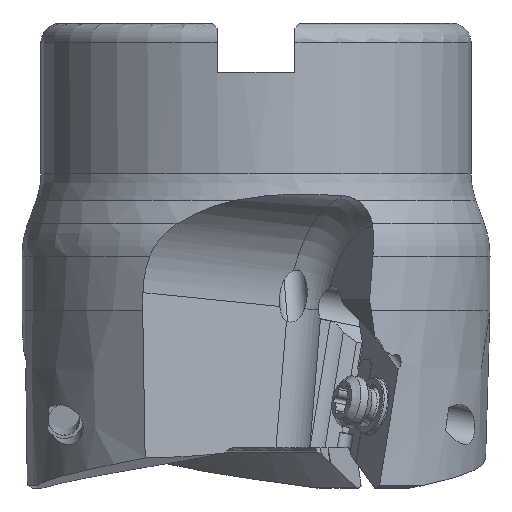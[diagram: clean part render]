
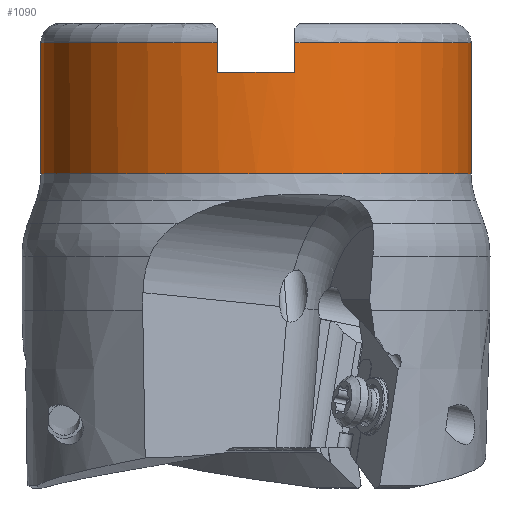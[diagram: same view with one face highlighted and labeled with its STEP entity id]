
A CAD part, front view. The second image highlights one B-rep face of the part: STEP entity #1090.
In plain terms, the highlighted cylindrical face has radius 22.5 mm (diameter 45 mm), a partial arc.
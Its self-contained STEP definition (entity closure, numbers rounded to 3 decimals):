
#366=LINE('',#12628,#669);
#367=LINE('',#12630,#670);
#368=LINE('',#12636,#671);
#369=LINE('',#12640,#672);
#669=VECTOR('',#8318,1.);
#670=VECTOR('',#8319,1.);
#671=VECTOR('',#8324,1.);
#672=VECTOR('',#8327,1.);
#1090=ADVANCED_FACE('',(#1526),#1299,.T.);
#1299=CYLINDRICAL_SURFACE('',#6936,22.5);
#1526=FACE_OUTER_BOUND('',#1844,.T.);
#1844=EDGE_LOOP('',(#3534,#3535,#3536,#3537,#3538,#3539,#3540,#3541,#3542,
#3543));
#2193=CIRCLE('',#6926,22.5);
#2194=CIRCLE('',#6927,22.5);
#2197=CIRCLE('',#6932,22.5);
#2198=CIRCLE('',#6933,22.5);
#2199=CIRCLE('',#6934,22.5);
#2200=CIRCLE('',#6935,22.5);
#3534=ORIENTED_EDGE('',*,*,#5683,.F.);
#3535=ORIENTED_EDGE('',*,*,#5680,.T.);
#3536=ORIENTED_EDGE('',*,*,#5679,.T.);
#3537=ORIENTED_EDGE('',*,*,#5684,.F.);
#3538=ORIENTED_EDGE('',*,*,#5685,.T.);
#3539=ORIENTED_EDGE('',*,*,#5686,.T.);
#3540=ORIENTED_EDGE('',*,*,#5687,.F.);
#3541=ORIENTED_EDGE('',*,*,#5688,.T.);
#3542=ORIENTED_EDGE('',*,*,#5689,.F.);
#3543=ORIENTED_EDGE('',*,*,#5690,.T.);
#4713=VERTEX_POINT('',#11929);
#4715=VERTEX_POINT('',#11933);
#4812=VERTEX_POINT('',#12621);
#4814=VERTEX_POINT('',#12629);
#4815=VERTEX_POINT('',#12631);
#4816=VERTEX_POINT('',#12633);
#4817=VERTEX_POINT('',#12635);
#4818=VERTEX_POINT('',#12637);
#4819=VERTEX_POINT('',#12639);
#4820=VERTEX_POINT('',#12641);
#5679=EDGE_CURVE('',#4812,#4715,#2193,.T.);
#5680=EDGE_CURVE('',#4713,#4812,#2194,.T.);
#5683=EDGE_CURVE('',#4713,#4814,#366,.T.);
#5684=EDGE_CURVE('',#4815,#4715,#367,.T.);
#5685=EDGE_CURVE('',#4815,#4816,#2197,.T.);
#5686=EDGE_CURVE('',#4816,#4817,#2198,.T.);
#5687=EDGE_CURVE('',#4818,#4817,#368,.T.);
#5688=EDGE_CURVE('',#4818,#4819,#2199,.T.);
#5689=EDGE_CURVE('',#4820,#4819,#369,.T.);
#5690=EDGE_CURVE('',#4820,#4814,#2200,.T.);
#6926=AXIS2_PLACEMENT_3D('',#12620,#8306,#8307);
#6927=AXIS2_PLACEMENT_3D('',#12622,#8308,#8309);
#6932=AXIS2_PLACEMENT_3D('',#12632,#8320,#8321);
#6933=AXIS2_PLACEMENT_3D('',#12634,#8322,#8323);
#6934=AXIS2_PLACEMENT_3D('',#12638,#8325,#8326);
#6935=AXIS2_PLACEMENT_3D('',#12642,#8328,#8329);
#6936=AXIS2_PLACEMENT_3D('',#12643,#8330,#8331);
#8306=DIRECTION('',(0.,0.,1.));
#8307=DIRECTION('',(-1.,-0.001,0.));
#8308=DIRECTION('',(0.,0.,1.));
#8309=DIRECTION('',(-1.,0.,0.));
#8318=DIRECTION('',(0.,0.,1.));
#8319=DIRECTION('',(0.,0.,-1.));
#8320=DIRECTION('',(0.,0.,-1.));
#8321=DIRECTION('',(1.,0.,0.));
#8322=DIRECTION('',(0.,0.,-1.));
#8323=DIRECTION('',(1.,-0.001,0.));
#8324=DIRECTION('',(0.,0.,1.));
#8325=DIRECTION('',(0.,0.,-1.));
#8326=DIRECTION('',(0.181,-0.984,0.));
#8327=DIRECTION('',(0.,0.,-1.));
#8328=DIRECTION('',(0.,0.,-1.));
#8329=DIRECTION('',(-0.181,-0.984,0.));
#8330=DIRECTION('',(0.,0.,-1.));
#8331=DIRECTION('',(1.,0.,0.));
#11929=CARTESIAN_POINT('',(-22.5,0.,-15.739));
#11933=CARTESIAN_POINT('',(22.5,0.,-15.739));
#12620=CARTESIAN_POINT('',(0.,0.,-15.739));
#12621=CARTESIAN_POINT('',(-22.5,-0.015,-15.739));
#12622=CARTESIAN_POINT('',(0.,0.,-15.739));
#12628=CARTESIAN_POINT('',(-22.5,0.,-15.739));
#12629=CARTESIAN_POINT('',(-22.5,0.,-2.));
#12630=CARTESIAN_POINT('',(22.5,0.,-2.));
#12631=CARTESIAN_POINT('',(22.5,0.,-2.));
#12632=CARTESIAN_POINT('',(0.,0.,-2.));
#12633=CARTESIAN_POINT('',(22.5,-0.022,-2.));
#12634=CARTESIAN_POINT('',(0.,0.,-2.));
#12635=CARTESIAN_POINT('',(4.065,-22.13,-2.));
#12636=CARTESIAN_POINT('',(4.065,-22.13,-5.1));
#12637=CARTESIAN_POINT('',(4.065,-22.13,-5.1));
#12638=CARTESIAN_POINT('',(0.,0.,-5.1));
#12639=CARTESIAN_POINT('',(-4.065,-22.13,-5.1));
#12640=CARTESIAN_POINT('',(-4.065,-22.13,-2.));
#12641=CARTESIAN_POINT('',(-4.065,-22.13,-2.));
#12642=CARTESIAN_POINT('',(0.,0.,-2.));
#12643=CARTESIAN_POINT('',(0.,0.,-1.725));
